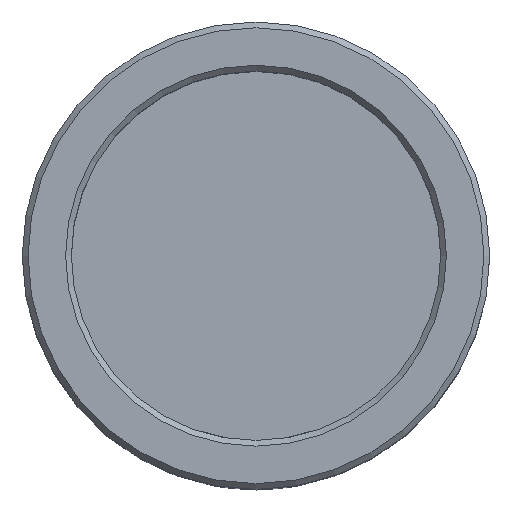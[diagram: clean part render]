
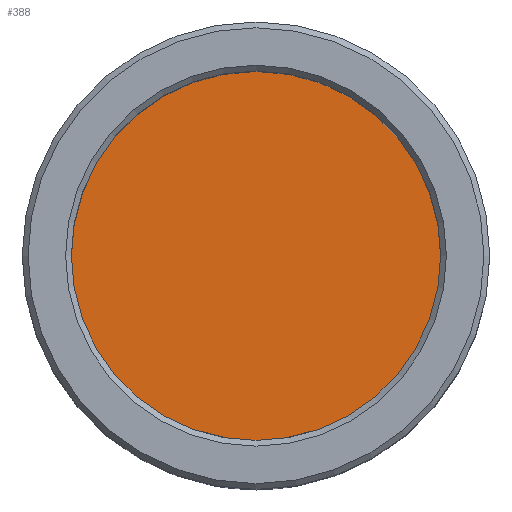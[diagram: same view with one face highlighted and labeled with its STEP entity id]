
A CAD part, top view. The second image highlights one B-rep face of the part: STEP entity #388.
In plain terms, the highlighted planar face has unit normal (0, 0, 1).
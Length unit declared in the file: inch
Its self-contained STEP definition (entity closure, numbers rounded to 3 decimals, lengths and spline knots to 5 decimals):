
#24=PLANE('',#431);
#38=CIRCLE('',#427,0.64);
#60=FACE_OUTER_BOUND('',#85,.T.);
#85=EDGE_LOOP('',(#353));
#183=VERTEX_POINT('',#931);
#232=EDGE_CURVE('',#183,#183,#38,.T.);
#353=ORIENTED_EDGE('',*,*,#232,.F.);
#388=ADVANCED_FACE('',(#60),#24,.T.);
#427=AXIS2_PLACEMENT_3D('',#933,#497,#498);
#431=AXIS2_PLACEMENT_3D('',#1328,#506,#507);
#497=DIRECTION('center_axis',(0.,0.,-1.));
#498=DIRECTION('ref_axis',(-1.,0.,0.));
#506=DIRECTION('center_axis',(0.,0.,1.));
#507=DIRECTION('ref_axis',(-1.,0.,0.));
#931=CARTESIAN_POINT('',(0.64,0.,0.17));
#933=CARTESIAN_POINT('Origin',(0.,0.,0.17));
#1328=CARTESIAN_POINT('Origin',(0.,0.,0.17));
